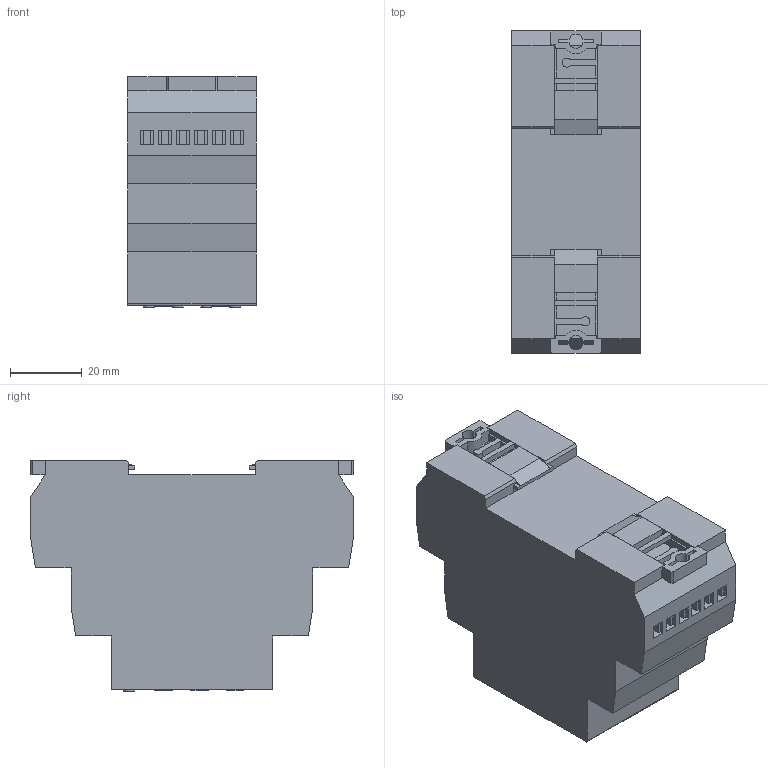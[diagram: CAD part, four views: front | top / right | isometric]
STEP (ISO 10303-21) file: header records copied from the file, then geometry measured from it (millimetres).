
FILE_DESCRIPTION (( 'STEP AP214' ), '1' );
FILE_NAME ('ORF-04-220-460VAC Ðåëå ôàç ORF 04. 3ô 220-460 Â AC IEK(4).STEP', '2021-12-09T12:01:56', ( '' ), ( '' ), 'SwSTEP 2.0', 'SolidWorks 2017', '' );
FILE_SCHEMA (( 'AUTOMOTIVE_DESIGN' ));
Length unit declared in the file: millimetre
Products named in the file (1): ORF-04-220-460VAC Ðåëå ôàç ORF 04. 3ô 220-460 Â AC IEK(4)
Bounding box: 36 x 90 x 64.5 mm (x, y, z)
Volume: 156491.6 mm3; surface area: 23983 mm2
Topology: 1 solids, 2 shells, 807 faces, 2173 edges, 1420 vertices
Faces by surface type: plane 684, bspline 66, cylinder 57
Entity records: 28525 total; most frequent: CARTESIAN_POINT 8531, ORIENTED_EDGE 4346, DIRECTION 3699, EDGE_CURVE 2173, VECTOR 1867, LINE 1867, VERTEX_POINT 1420, AXIS2_PLACEMENT_3D 916
